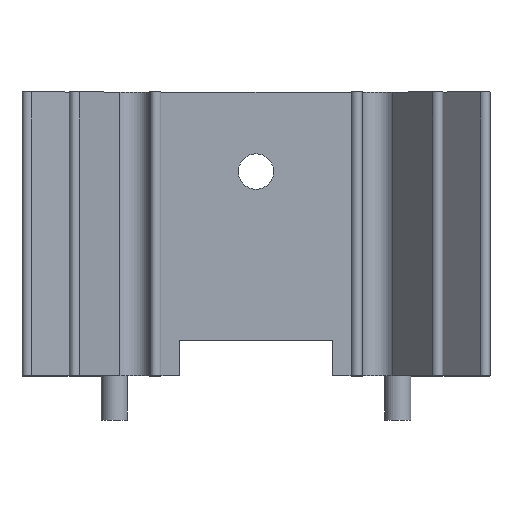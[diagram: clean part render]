
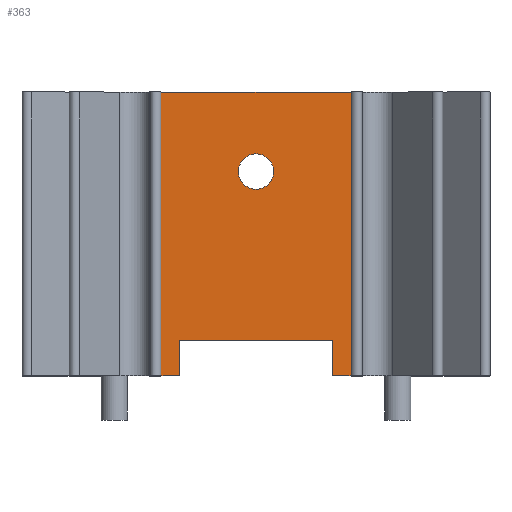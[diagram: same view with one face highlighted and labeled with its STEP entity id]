
A CAD part, top view. The second image highlights one B-rep face of the part: STEP entity #363.
In plain terms, the highlighted planar face has unit normal (0, 0, 1).
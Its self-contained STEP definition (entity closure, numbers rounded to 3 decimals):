
#31 = CARTESIAN_POINT ( 'NONE',  ( -6.86, 0., -3.01 ) ) ;
#50 = DIRECTION ( 'NONE',  ( 0., 1., 0. ) ) ;
#55 = EDGE_CURVE ( 'NONE', #1344, #2406, #504, .T. ) ;
#99 = VECTOR ( 'NONE', #1151, 1000. ) ;
#100 = VERTEX_POINT ( 'NONE', #1749 ) ;
#119 = ORIENTED_EDGE ( 'NONE', *, *, #1820, .T. ) ;
#187 = CARTESIAN_POINT ( 'NONE',  ( -8.51, 25.4, -3.01 ) ) ;
#231 = VERTEX_POINT ( 'NONE', #567 ) ;
#257 = VECTOR ( 'NONE', #473, 1000. ) ;
#282 = ORIENTED_EDGE ( 'NONE', *, *, #607, .F. ) ;
#291 = DIRECTION ( 'NONE',  ( -1., 0., 0. ) ) ;
#300 = CARTESIAN_POINT ( 'NONE',  ( -3.43, 3.18, -3.01 ) ) ;
#309 = DIRECTION ( 'NONE',  ( 0., 1., 0. ) ) ;
#323 = EDGE_CURVE ( 'NONE', #2705, #100, #708, .T. ) ;
#339 = CIRCLE ( 'NONE', #1666, 1.585 ) ;
#342 = CARTESIAN_POINT ( 'NONE',  ( 0., 0., -3.01 ) ) ;
#363 = ADVANCED_FACE ( 'NONE', ( #1841, #1222 ), #2268, .F. ) ;
#377 = LINE ( 'NONE', #2223, #99 ) ;
#399 = EDGE_CURVE ( 'NONE', #2523, #433, #339, .T. ) ;
#433 = VERTEX_POINT ( 'NONE', #2074 ) ;
#473 = DIRECTION ( 'NONE',  ( 0., 1., 0. ) ) ;
#504 = LINE ( 'NONE', #1343, #2159 ) ;
#523 = ORIENTED_EDGE ( 'NONE', *, *, #399, .T. ) ;
#567 = CARTESIAN_POINT ( 'NONE',  ( 6.86, 0., -3.01 ) ) ;
#606 = EDGE_LOOP ( 'NONE', ( #2010, #1414, #2571, #1170, #1696, #119, #282, #879 ) ) ;
#607 = EDGE_CURVE ( 'NONE', #671, #1271, #2718, .T. ) ;
#651 = DIRECTION ( 'NONE',  ( 0., 0., -1. ) ) ;
#671 = VERTEX_POINT ( 'NONE', #2332 ) ;
#708 = LINE ( 'NONE', #1121, #257 ) ;
#725 = LINE ( 'NONE', #1508, #806 ) ;
#797 = CARTESIAN_POINT ( 'NONE',  ( 0., 18.29, -3.01 ) ) ;
#806 = VECTOR ( 'NONE', #291, 1000. ) ;
#868 = CARTESIAN_POINT ( 'NONE',  ( -8.51, 0., -3.01 ) ) ;
#876 = CARTESIAN_POINT ( 'NONE',  ( 6.86, 3.18, -3.01 ) ) ;
#879 = ORIENTED_EDGE ( 'NONE', *, *, #1775, .F. ) ;
#928 = EDGE_CURVE ( 'NONE', #433, #2523, #1682, .T. ) ;
#945 = LINE ( 'NONE', #300, #1306 ) ;
#972 = DIRECTION ( 'NONE',  ( 0., -1., 0. ) ) ;
#1001 = AXIS2_PLACEMENT_3D ( 'NONE', #2684, #2283, #972 ) ;
#1011 = DIRECTION ( 'NONE',  ( 1., 0., 0. ) ) ;
#1121 = CARTESIAN_POINT ( 'NONE',  ( 8.51, 0., -3.01 ) ) ;
#1135 = DIRECTION ( 'NONE',  ( 1., 0., 0. ) ) ;
#1151 = DIRECTION ( 'NONE',  ( 0., -1., 0. ) ) ;
#1157 = EDGE_CURVE ( 'NONE', #2705, #231, #2245, .T. ) ;
#1170 = ORIENTED_EDGE ( 'NONE', *, *, #1157, .F. ) ;
#1176 = DIRECTION ( 'NONE',  ( -1., 0., 0. ) ) ;
#1179 = CARTESIAN_POINT ( 'NONE',  ( 8.51, 0., -3.01 ) ) ;
#1222 = FACE_OUTER_BOUND ( 'NONE', #606, .T. ) ;
#1271 = VERTEX_POINT ( 'NONE', #187 ) ;
#1306 = VECTOR ( 'NONE', #1135, 1000. ) ;
#1343 = CARTESIAN_POINT ( 'NONE',  ( -6.86, 0., -3.01 ) ) ;
#1344 = VERTEX_POINT ( 'NONE', #31 ) ;
#1414 = ORIENTED_EDGE ( 'NONE', *, *, #2400, .T. ) ;
#1415 = VERTEX_POINT ( 'NONE', #876 ) ;
#1427 = DIRECTION ( 'NONE',  ( 0., 0., -1. ) ) ;
#1471 = ORIENTED_EDGE ( 'NONE', *, *, #928, .T. ) ;
#1508 = CARTESIAN_POINT ( 'NONE',  ( 0., 25.4, -3.01 ) ) ;
#1666 = AXIS2_PLACEMENT_3D ( 'NONE', #797, #1427, #2042 ) ;
#1682 = CIRCLE ( 'NONE', #2595, 1.585 ) ;
#1694 = CARTESIAN_POINT ( 'NONE',  ( 0., 0., -3.01 ) ) ;
#1696 = ORIENTED_EDGE ( 'NONE', *, *, #323, .T. ) ;
#1707 = VECTOR ( 'NONE', #1176, 1000. ) ;
#1749 = CARTESIAN_POINT ( 'NONE',  ( 8.51, 25.4, -3.01 ) ) ;
#1775 = EDGE_CURVE ( 'NONE', #1344, #671, #2310, .T. ) ;
#1820 = EDGE_CURVE ( 'NONE', #100, #1271, #725, .T. ) ;
#1841 = FACE_BOUND ( 'NONE', #2274, .T. ) ;
#2010 = ORIENTED_EDGE ( 'NONE', *, *, #55, .T. ) ;
#2023 = EDGE_CURVE ( 'NONE', #1415, #231, #377, .T. ) ;
#2042 = DIRECTION ( 'NONE',  ( 1., 0., 0. ) ) ;
#2074 = CARTESIAN_POINT ( 'NONE',  ( -1.585, 18.29, -3.01 ) ) ;
#2159 = VECTOR ( 'NONE', #309, 1000. ) ;
#2223 = CARTESIAN_POINT ( 'NONE',  ( 6.86, 1.59, -3.01 ) ) ;
#2245 = LINE ( 'NONE', #342, #1707 ) ;
#2268 = PLANE ( 'NONE',  #1001 ) ;
#2274 = EDGE_LOOP ( 'NONE', ( #523, #1471 ) ) ;
#2283 = DIRECTION ( 'NONE',  ( 0., 0., -1. ) ) ;
#2310 = LINE ( 'NONE', #1694, #2393 ) ;
#2332 = CARTESIAN_POINT ( 'NONE',  ( -8.51, 0., -3.01 ) ) ;
#2393 = VECTOR ( 'NONE', #2529, 1000. ) ;
#2400 = EDGE_CURVE ( 'NONE', #2406, #1415, #945, .T. ) ;
#2406 = VERTEX_POINT ( 'NONE', #2414 ) ;
#2414 = CARTESIAN_POINT ( 'NONE',  ( -6.86, 3.18, -3.01 ) ) ;
#2495 = CARTESIAN_POINT ( 'NONE',  ( 1.585, 18.29, -3.01 ) ) ;
#2523 = VERTEX_POINT ( 'NONE', #2495 ) ;
#2527 = CARTESIAN_POINT ( 'NONE',  ( 0., 18.29, -3.01 ) ) ;
#2529 = DIRECTION ( 'NONE',  ( -1., 0., 0. ) ) ;
#2571 = ORIENTED_EDGE ( 'NONE', *, *, #2023, .T. ) ;
#2595 = AXIS2_PLACEMENT_3D ( 'NONE', #2527, #651, #1011 ) ;
#2679 = VECTOR ( 'NONE', #50, 1000. ) ;
#2684 = CARTESIAN_POINT ( 'NONE',  ( 0., 0., -3.01 ) ) ;
#2705 = VERTEX_POINT ( 'NONE', #1179 ) ;
#2718 = LINE ( 'NONE', #868, #2679 ) ;
